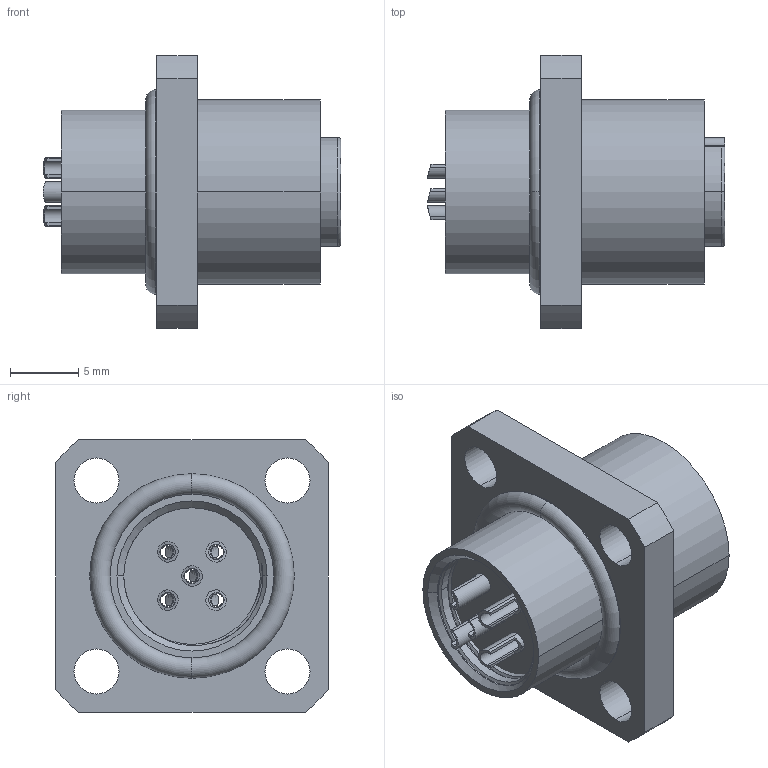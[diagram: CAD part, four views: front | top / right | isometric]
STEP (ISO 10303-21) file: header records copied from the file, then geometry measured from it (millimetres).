
FILE_DESCRIPTION (( 'STEP AP214' ), '1' );
FILE_NAME ('55-00235.STEP', '2024-04-05T17:38:36', ( '' ), ( '' ), 'SwSTEP 2.0', 'SolidWorks 2021', '' );
FILE_SCHEMA (( 'AUTOMOTIVE_DESIGN' ));
Length unit declared in the file: millimetre
Products named in the file (6): 55-00235-01___; 55-00235-02___; 55-00235; 55-00235-03___; 55-00235-04___; 55-00235-05___
Assembly tree (9 placements, depth 2):
  55-00235
    55-00235-01___
    55-00235-02___
    55-00235-03___  x5
    55-00235-04___
    55-00235-05___
Bounding box: 21.8 x 20 x 20 mm (x, y, z)
Volume: 2676 mm3; surface area: 4773.6 mm2
Topology: 9 solids, 9 shells, 564 faces, 1433 edges, 907 vertices
Faces by surface type: cylinder 210, plane 163, torus 101, cone 53, bspline 37
Entity records: 10015 total; most frequent: CARTESIAN_POINT 4529, ORIENTED_EDGE 1130, DIRECTION 1088, EDGE_CURVE 565, AXIS2_PLACEMENT_3D 442, VERTEX_POINT 363, EDGE_LOOP 262, FACE_OUTER_BOUND 224
